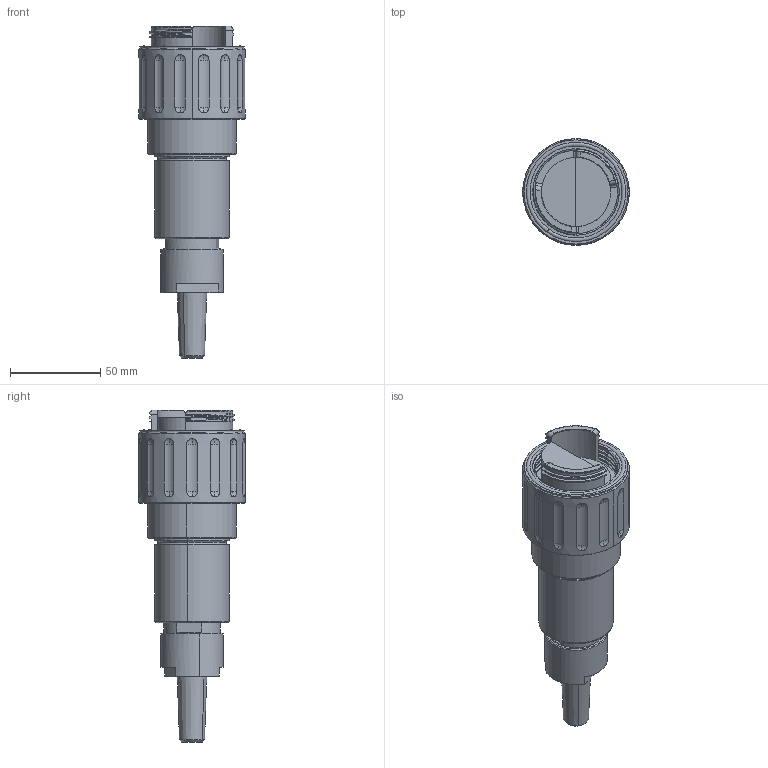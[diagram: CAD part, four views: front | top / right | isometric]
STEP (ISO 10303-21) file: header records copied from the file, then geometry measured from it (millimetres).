
FILE_DESCRIPTION (( 'STEP AP203' ), '1' );
FILE_NAME ('Size 29 Hermaphroditic Plug.STEP', '2019-04-17T01:14:48', ( '' ), ( '' ), 'SwSTEP 2.0', 'SolidWorks 2019', '' );
FILE_SCHEMA (( 'CONFIG_CONTROL_DESIGN' ));
Length unit declared in the file: inch
Products named in the file (1): Size 29 Hermaphroditic Plug
Bounding box: 59.05 x 59.05 x 184.17 mm (x, y, z)
Volume: 238742.6 mm3; surface area: 34665.6 mm2
Topology: 1 solids, 1 shells, 222 faces, 549 edges, 356 vertices
Faces by surface type: cylinder 82, sphere 56, plane 35, bspline 18, cone 17, torus 14
Entity records: 9684 total; most frequent: CARTESIAN_POINT 4644, ORIENTED_EDGE 1098, DIRECTION 984, EDGE_CURVE 549, AXIS2_PLACEMENT_3D 416, VERTEX_POINT 356, EDGE_LOOP 249, FACE_OUTER_BOUND 222
